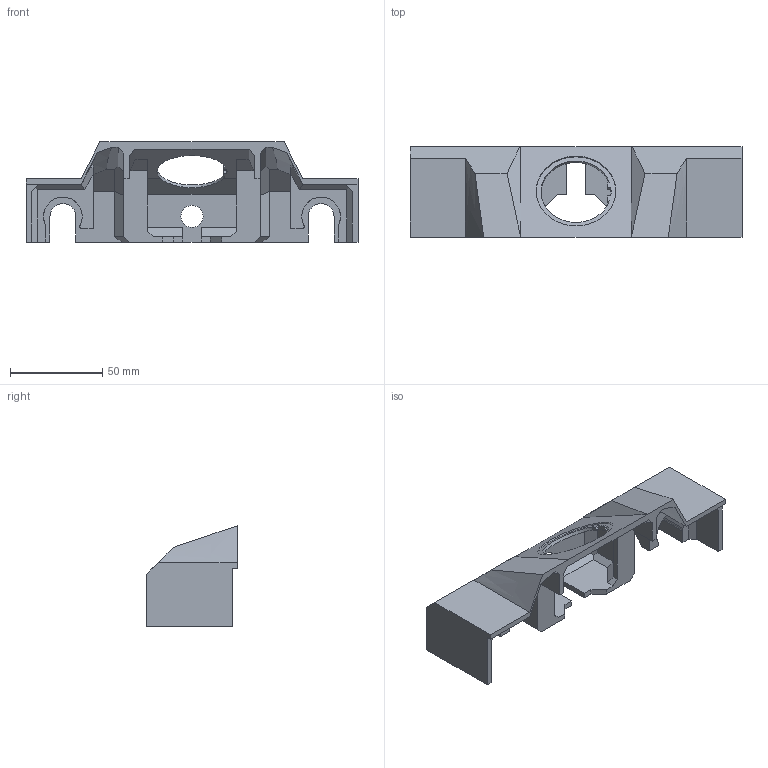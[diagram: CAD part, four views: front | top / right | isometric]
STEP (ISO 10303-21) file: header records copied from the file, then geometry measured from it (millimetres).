
FILE_DESCRIPTION(('STEP AP203'), '1');
FILE_NAME('LM_cover', '2021-01-08T08:05:30', (''), (''), 'ASCON STEP Converter 1.6', 'ASCON Math Kernel', '');
FILE_SCHEMA(('CONFIG_CONTROL_DESIGN'));
Length unit declared in the file: millimetre
Bounding box: 180 x 49 x 54.5 mm (x, y, z)
Volume: 90232.2 mm3; surface area: 43623.8 mm2
Topology: 1 solids, 1 shells, 132 faces, 378 edges, 248 vertices
Faces by surface type: plane 108, cylinder 12, bspline 8, extrusion 4
Full cylindrical faces by diameter (mm): 12 x1, 43.1 x1
Entity records: 5987 total; most frequent: CARTESIAN_POINT 1526, ORIENTED_EDGE 752, DIRECTION 606, EDGE_CURVE 376, VECTOR 322, LINE 318, VERTEX_POINT 248, AXIS2_PLACEMENT_3D 142
